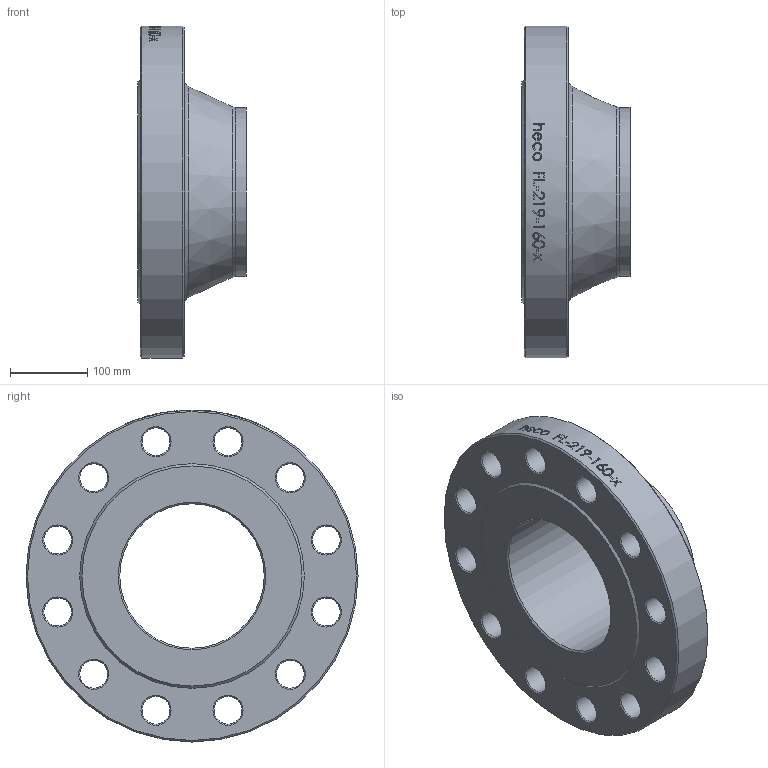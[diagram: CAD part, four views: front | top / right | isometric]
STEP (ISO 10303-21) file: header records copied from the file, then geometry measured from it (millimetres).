
FILE_DESCRIPTION (( 'STEP AP214' ), '1' );
FILE_NAME ('FL-219-160-x Vorschweissflansch DIN2638 EN1092 2103.STEP', '2021-03-16T10:48:33', ( '' ), ( '' ), 'SwSTEP 2.0', 'SolidWorks 2019', '' );
FILE_SCHEMA (( 'AUTOMOTIVE_DESIGN' ));
Length unit declared in the file: millimetre
Products named in the file (1): FL-219-160-x Vorschweissflansch DIN2638 EN1092 2103
Bounding box: 140 x 430 x 430 mm (x, y, z)
Volume: 7644183.3 mm3; surface area: 484344.6 mm2
Topology: 1 solids, 1 shells, 71 faces, 270 edges, 223 vertices
Faces by surface type: cylinder 36, cone 29, plane 4, torus 2
Full cylindrical faces by diameter (mm): 36 x12, 187.1 x1, 219.1 x1, 430 x1
Entity records: 6465 total; most frequent: CARTESIAN_POINT 4196, ORIENTED_EDGE 414, DIRECTION 356, VERTEX_POINT 207, EDGE_CURVE 207, EDGE_LOOP 166, AXIS2_PLACEMENT_3D 166, CIRCLE 94
